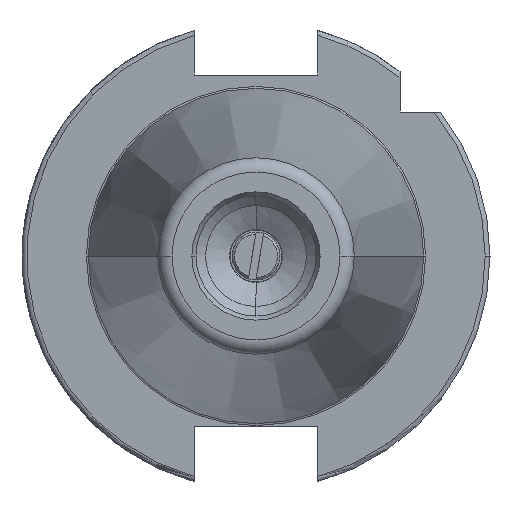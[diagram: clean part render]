
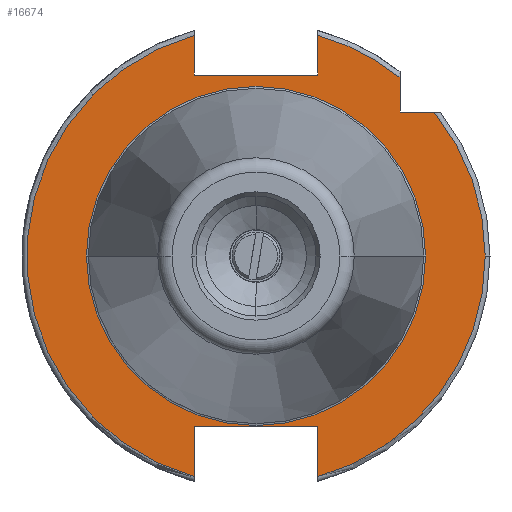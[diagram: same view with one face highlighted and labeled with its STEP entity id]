
A CAD part, left-side view. The second image highlights one B-rep face of the part: STEP entity #16674.
In plain terms, the highlighted planar face has unit normal (-1, 0, 0).
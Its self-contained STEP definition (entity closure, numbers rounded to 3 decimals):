
#3675 = ORIENTED_EDGE ( 'NONE', *, *, #16602, .T. ) ;
#16212 = VERTEX_POINT ( 'NONE', #32146 ) ;
#16216 = EDGE_CURVE ( 'NONE', #16212, #16218, #32145, .T. ) ;
#16218 = VERTEX_POINT ( 'NONE', #32140 ) ;
#16496 = VERTEX_POINT ( 'NONE', #32434 ) ;
#16499 = EDGE_CURVE ( 'NONE', #16501, #16496, #32494, .T. ) ;
#16501 = VERTEX_POINT ( 'NONE', #32489 ) ;
#16602 = EDGE_CURVE ( 'NONE', #16496, #16605, #32616, .T. ) ;
#16605 = VERTEX_POINT ( 'NONE', #32606 ) ;
#16607 = ORIENTED_EDGE ( 'NONE', *, *, #16609, .F. ) ;
#16609 = EDGE_CURVE ( 'NONE', #16611, #16605, #32605, .T. ) ;
#16611 = VERTEX_POINT ( 'NONE', #32601 ) ;
#16613 = ORIENTED_EDGE ( 'NONE', *, *, #16614, .F. ) ;
#16614 = EDGE_CURVE ( 'NONE', #16615, #16611, #32600, .T. ) ;
#16615 = VERTEX_POINT ( 'NONE', #32596 ) ;
#16616 = ORIENTED_EDGE ( 'NONE', *, *, #16618, .T. ) ;
#16618 = EDGE_CURVE ( 'NONE', #16615, #16620, #32595, .T. ) ;
#16620 = VERTEX_POINT ( 'NONE', #32590 ) ;
#16622 = ORIENTED_EDGE ( 'NONE', *, *, #16624, .F. ) ;
#16624 = EDGE_CURVE ( 'NONE', #16626, #16620, #32589, .T. ) ;
#16626 = VERTEX_POINT ( 'NONE', #32585 ) ;
#16628 = VERTEX_POINT ( 'NONE', #32584 ) ;
#16629 = EDGE_CURVE ( 'NONE', #16218, #16212, #32648, .T. ) ;
#16630 = ORIENTED_EDGE ( 'NONE', *, *, #16216, .F. ) ;
#16631 = EDGE_LOOP ( 'NONE', ( #16634, #16642, #16647, #16651, #3675, #16607, #16613, #16616, #16622, #16733, #16736, #16741 ) ) ;
#16634 = ORIENTED_EDGE ( 'NONE', *, *, #16636, .F. ) ;
#16636 = EDGE_CURVE ( 'NONE', #16638, #16640, #32649, .T. ) ;
#16638 = VERTEX_POINT ( 'NONE', #32640 ) ;
#16640 = VERTEX_POINT ( 'NONE', #32639 ) ;
#16642 = ORIENTED_EDGE ( 'NONE', *, *, #16644, .T. ) ;
#16644 = EDGE_CURVE ( 'NONE', #16638, #16645, #32638, .T. ) ;
#16645 = VERTEX_POINT ( 'NONE', #32634 ) ;
#16647 = ORIENTED_EDGE ( 'NONE', *, *, #16649, .T. ) ;
#16649 = EDGE_CURVE ( 'NONE', #16645, #16501, #32633, .T. ) ;
#16651 = ORIENTED_EDGE ( 'NONE', *, *, #16499, .T. ) ;
#16674 = ADVANCED_FACE ( 'NONE', ( #32672, #32671 ), #32670, .F. ) ;
#16675 = EDGE_LOOP ( 'NONE', ( #16676, #16630 ) ) ;
#16676 = ORIENTED_EDGE ( 'NONE', *, *, #16629, .F. ) ;
#16733 = ORIENTED_EDGE ( 'NONE', *, *, #16734, .F. ) ;
#16734 = EDGE_CURVE ( 'NONE', #16628, #16626, #32722, .T. ) ;
#16736 = ORIENTED_EDGE ( 'NONE', *, *, #16738, .T. ) ;
#16738 = EDGE_CURVE ( 'NONE', #16628, #16740, #32772, .T. ) ;
#16740 = VERTEX_POINT ( 'NONE', #32768 ) ;
#16741 = ORIENTED_EDGE ( 'NONE', *, *, #16742, .T. ) ;
#16742 = EDGE_CURVE ( 'NONE', #16740, #16640, #32767, .T. ) ;
#32140 = CARTESIAN_POINT ( 'NONE',  ( -8.838, -35.325, 0. ) ) ;
#32141 = DIRECTION ( 'NONE',  ( 0., -1., 0. ) ) ;
#32142 = DIRECTION ( 'NONE',  ( -1., 0., 0. ) ) ;
#32143 = CARTESIAN_POINT ( 'NONE',  ( -8.838, 0., 0. ) ) ;
#32144 = AXIS2_PLACEMENT_3D ( 'NONE', #32143, #32142, #32141 ) ;
#32145 = CIRCLE ( 'NONE', #32144, 35.325 ) ;
#32146 = CARTESIAN_POINT ( 'NONE',  ( -8.838, 35.325, 0. ) ) ;
#32434 = CARTESIAN_POINT ( 'NONE',  ( -8.838, -47.75, 0. ) ) ;
#32489 = CARTESIAN_POINT ( 'NONE',  ( -8.838, -12.85, -45.988 ) ) ;
#32490 = DIRECTION ( 'NONE',  ( 0., -1., 0. ) ) ;
#32491 = DIRECTION ( 'NONE',  ( -1., 0., 0. ) ) ;
#32492 = CARTESIAN_POINT ( 'NONE',  ( -8.838, 0., 0. ) ) ;
#32493 = AXIS2_PLACEMENT_3D ( 'NONE', #32492, #32491, #32490 ) ;
#32494 = CIRCLE ( 'NONE', #32493, 47.75 ) ;
#32561 = CARTESIAN_POINT ( 'NONE',  ( -8.838, 0., 0. ) ) ;
#32584 = CARTESIAN_POINT ( 'NONE',  ( -8.838, 12.85, 37.7 ) ) ;
#32585 = CARTESIAN_POINT ( 'NONE',  ( -8.838, -12.85, 37.7 ) ) ;
#32586 = DIRECTION ( 'NONE',  ( 0., 0., 1. ) ) ;
#32587 = VECTOR ( 'NONE', #32586, 1000. ) ;
#32588 = CARTESIAN_POINT ( 'NONE',  ( -8.838, -12.85, 37.7 ) ) ;
#32589 = LINE ( 'NONE', #32588, #32587 ) ;
#32590 = CARTESIAN_POINT ( 'NONE',  ( -8.838, -12.85, 45.988 ) ) ;
#32591 = DIRECTION ( 'NONE',  ( 0., -1., 0. ) ) ;
#32592 = DIRECTION ( 'NONE',  ( -1., 0., 0. ) ) ;
#32593 = CARTESIAN_POINT ( 'NONE',  ( -8.838, 0., 0. ) ) ;
#32594 = AXIS2_PLACEMENT_3D ( 'NONE', #32593, #32592, #32591 ) ;
#32595 = CIRCLE ( 'NONE', #32594, 47.75 ) ;
#32596 = CARTESIAN_POINT ( 'NONE',  ( -8.838, -30., 37.149 ) ) ;
#32597 = DIRECTION ( 'NONE',  ( 0., 0., -1. ) ) ;
#32598 = VECTOR ( 'NONE', #32597, 1000. ) ;
#32599 = CARTESIAN_POINT ( 'NONE',  ( -8.838, -30., 38.426 ) ) ;
#32600 = LINE ( 'NONE', #32599, #32598 ) ;
#32601 = CARTESIAN_POINT ( 'NONE',  ( -8.838, -30., 30. ) ) ;
#32602 = DIRECTION ( 'NONE',  ( 0., -1., 0. ) ) ;
#32603 = VECTOR ( 'NONE', #32602, 1000. ) ;
#32604 = CARTESIAN_POINT ( 'NONE',  ( -8.838, -30., 30. ) ) ;
#32605 = LINE ( 'NONE', #32604, #32603 ) ;
#32606 = CARTESIAN_POINT ( 'NONE',  ( -8.838, -37.149, 30. ) ) ;
#32607 = DIRECTION ( 'NONE',  ( 0., -1., 0. ) ) ;
#32608 = DIRECTION ( 'NONE',  ( -1., 0., 0. ) ) ;
#32615 = AXIS2_PLACEMENT_3D ( 'NONE', #32561, #32608, #32607 ) ;
#32616 = CIRCLE ( 'NONE', #32615, 47.75 ) ;
#32630 = DIRECTION ( 'NONE',  ( 0., 0., -1. ) ) ;
#32631 = VECTOR ( 'NONE', #32630, 1000. ) ;
#32632 = CARTESIAN_POINT ( 'NONE',  ( -8.838, -12.85, -35.5 ) ) ;
#32633 = LINE ( 'NONE', #32632, #32631 ) ;
#32634 = CARTESIAN_POINT ( 'NONE',  ( -8.838, -12.85, -35.5 ) ) ;
#32635 = DIRECTION ( 'NONE',  ( 0., -1., 0. ) ) ;
#32636 = VECTOR ( 'NONE', #32635, 1000. ) ;
#32637 = CARTESIAN_POINT ( 'NONE',  ( -8.838, 12.85, -35.5 ) ) ;
#32638 = LINE ( 'NONE', #32637, #32636 ) ;
#32639 = CARTESIAN_POINT ( 'NONE',  ( -8.838, 12.85, -45.988 ) ) ;
#32640 = CARTESIAN_POINT ( 'NONE',  ( -8.838, 12.85, -35.5 ) ) ;
#32641 = DIRECTION ( 'NONE',  ( 0., 0., -1. ) ) ;
#32642 = VECTOR ( 'NONE', #32641, 1000. ) ;
#32643 = CARTESIAN_POINT ( 'NONE',  ( -8.838, 12.85, -35.5 ) ) ;
#32644 = DIRECTION ( 'NONE',  ( 0., -1., 0. ) ) ;
#32645 = DIRECTION ( 'NONE',  ( -1., 0., 0. ) ) ;
#32646 = CARTESIAN_POINT ( 'NONE',  ( -8.838, 0., 0. ) ) ;
#32647 = AXIS2_PLACEMENT_3D ( 'NONE', #32646, #32645, #32644 ) ;
#32648 = CIRCLE ( 'NONE', #32647, 35.325 ) ;
#32649 = LINE ( 'NONE', #32643, #32642 ) ;
#32665 = DIRECTION ( 'NONE',  ( 0., 1., 0. ) ) ;
#32666 = DIRECTION ( 'NONE',  ( 1., 0., 0. ) ) ;
#32667 = CARTESIAN_POINT ( 'NONE',  ( -8.838, 35.325, 0. ) ) ;
#32669 = AXIS2_PLACEMENT_3D ( 'NONE', #32667, #32666, #32665 ) ;
#32670 = PLANE ( 'NONE',  #32669 ) ;
#32671 = FACE_OUTER_BOUND ( 'NONE', #16631, .T. ) ;
#32672 = FACE_BOUND ( 'NONE', #16675, .T. ) ;
#32719 = DIRECTION ( 'NONE',  ( 0., -1., 0. ) ) ;
#32720 = VECTOR ( 'NONE', #32719, 1000. ) ;
#32721 = CARTESIAN_POINT ( 'NONE',  ( -8.838, 12.85, 37.7 ) ) ;
#32722 = LINE ( 'NONE', #32721, #32720 ) ;
#32763 = DIRECTION ( 'NONE',  ( 0., -1., 0. ) ) ;
#32764 = DIRECTION ( 'NONE',  ( -1., 0., 0. ) ) ;
#32765 = CARTESIAN_POINT ( 'NONE',  ( -8.838, 0., 0. ) ) ;
#32766 = AXIS2_PLACEMENT_3D ( 'NONE', #32765, #32764, #32763 ) ;
#32767 = CIRCLE ( 'NONE', #32766, 47.75 ) ;
#32768 = CARTESIAN_POINT ( 'NONE',  ( -8.838, 12.85, 45.988 ) ) ;
#32769 = DIRECTION ( 'NONE',  ( 0., 0., 1. ) ) ;
#32770 = VECTOR ( 'NONE', #32769, 1000. ) ;
#32771 = CARTESIAN_POINT ( 'NONE',  ( -8.838, 12.85, 37.7 ) ) ;
#32772 = LINE ( 'NONE', #32771, #32770 ) ;
